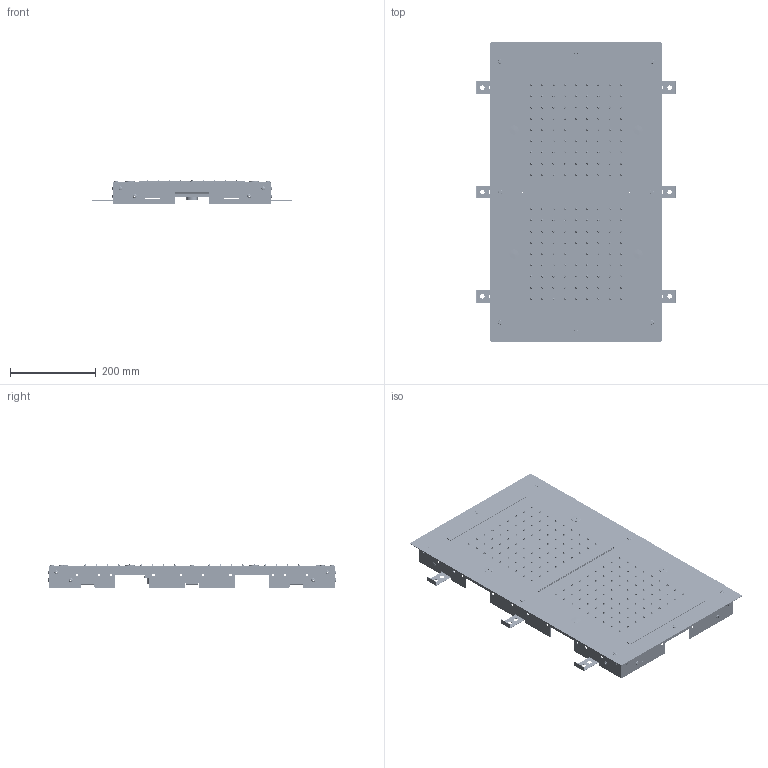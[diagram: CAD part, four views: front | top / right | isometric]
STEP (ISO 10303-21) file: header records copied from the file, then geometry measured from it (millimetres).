
FILE_DESCRIPTION(('STEP AP214'),'1');
FILE_NAME('Art.72153.stp','2020-09-18T06:57:32',(' '),(' '),'Spatial InterOp 3D',' ',' ');
FILE_SCHEMA(('AUTOMOTIVE_DESIGN { 1 0 10303 214 1 1 1 1 }'));
Length unit declared in the file: millimetre
Products named in the file (237): S.00340; ASSEM1; Art.72153; 21313; S.00180; GrLED; 22752; STRIPS1000RGB; Seg. Guaina; Seg. LED; 22751; S.00420; 22989; M.1756; M-1757; M-1758; T.RA003; M-1759; A.00075; GrNNew Int.; A.00081; A.00082; T.RA069; 22528; 22529; P.00100; 21261; T.RA063; S.00185; S.00104; 22987; S.00317; GrR; 21656; 22985; 22986; 22984
Assembly tree (392 placements, depth 4):
  Art.72153
    S.00340  x18
      ASSEM1
      (unnamed)
      (unnamed)
      (unnamed)
      (unnamed)
      S.00340
    21313
    S.00180  x14
    GrLED  x2
      S.00180
      S.00340
        ASSEM1
        (unnamed)
        (unnamed)
        (unnamed)
        (unnamed)
        S.00340
      22752
      STRIPS1000RGB
        ASSEM1
        Seg. Guaina
        Seg. LED
      22751
      S.00420
        ASSEM1
        (unnamed)
        S.00420
    22989
    M.1756
      ASSEM1
      (unnamed)
      M-1757
      M-1758
      T.RA003
        ASSEM1
        (unnamed)
        T.RA003
      M-1759
    GrNNew Int.  x4
      A.00075
        ASSEM1
        A.00075
      A.00081
        ASSEM1
        A.00081
      A.00082
      T.RA069
        ASSEM1
        (unnamed)
        T.RA069
    22528  x2
      ASSEM1
      (unnamed)
      (unnamed)
      (unnamed)
      (unnamed)
      (unnamed)
      (unnamed)
Bounding box: 468 x 700 x 55.3 mm (x, y, z)
Volume: 1236759.9 mm3; surface area: 2025682.4 mm2
Topology: 308 solids, 308 shells, 8605 faces, 20937 edges, 13448 vertices
Faces by surface type: plane 2870, cylinder 2554, torus 1994, bspline 700, cone 331, sphere 156
Full cylindrical faces by diameter (mm): 0.4 x22, 1 x4, 1.5 x164, 1.7 x160, 2.6 x16, 3 x30, 3.1 x160, 3.3 x178, 4 x22, 4.2 x14, 4.5 x4, 4.6 x22, 4.8 x16, 5 x348, 5.2 x40, 6 x42, 6.2 x48, 6.5 x4, 6.6 x2, 6.9 x14, 7 x8, 8.2 x14, 8.566 x4, 9.5 x4, 10 x168, 10.5 x12, 14 x3, 14.95 x4, 16.4 x3, 16.662 x8
Entity records: 82013 total; most frequent: CARTESIAN_POINT 11463, DIRECTION 10231, ORIENTED_EDGE 8018, AXIS2_PLACEMENT_3D 4019, EDGE_CURVE 4009, EDGE_LOOP 2938, VERTEX_POINT 2783, LINE 2193
